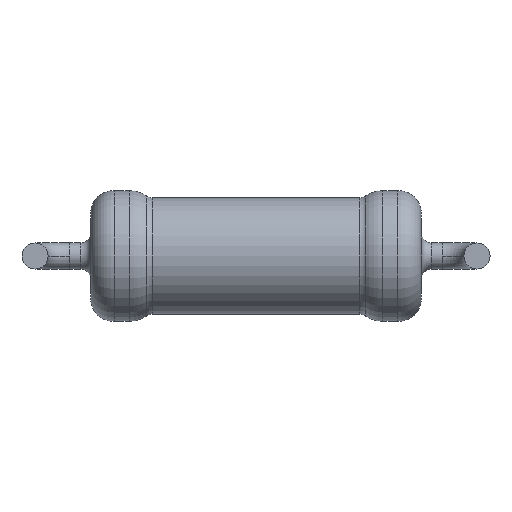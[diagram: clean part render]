
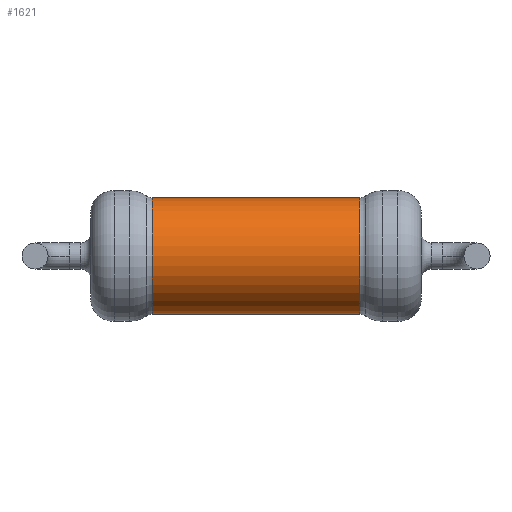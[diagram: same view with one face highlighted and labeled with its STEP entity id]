
A CAD part, front view. The second image highlights one B-rep face of the part: STEP entity #1621.
In plain terms, the highlighted cylindrical face has radius 1.675 mm (diameter 3.35 mm), a partial arc.
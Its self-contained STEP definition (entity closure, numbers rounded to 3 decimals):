
#20 = EDGE_LOOP ( 'NONE', ( #908, #1102, #1169, #632 ) ) ;
#34 = CIRCLE ( 'NONE', #894, 1.675 ) ;
#35 = EDGE_CURVE ( 'NONE', #742, #588, #1414, .T. ) ;
#72 = CARTESIAN_POINT ( 'NONE',  ( -4.75, 7.5, 1.675 ) ) ;
#212 = EDGE_CURVE ( 'NONE', #588, #1245, #567, .T. ) ;
#436 = DIRECTION ( 'NONE',  ( -1., 0., 0. ) ) ;
#463 = CARTESIAN_POINT ( 'NONE',  ( -2.98, 7.5, 0. ) ) ;
#493 = FACE_OUTER_BOUND ( 'NONE', #20, .T. ) ;
#531 = CARTESIAN_POINT ( 'NONE',  ( -2.98, 7.5, 1.675 ) ) ;
#567 = CIRCLE ( 'NONE', #1797, 1.675 ) ;
#586 = DIRECTION ( 'NONE',  ( 0., 0., 1. ) ) ;
#588 = VERTEX_POINT ( 'NONE', #662 ) ;
#623 = VECTOR ( 'NONE', #1774, 1000. ) ;
#632 = ORIENTED_EDGE ( 'NONE', *, *, #212, .F. ) ;
#662 = CARTESIAN_POINT ( 'NONE',  ( -2.98, 7.5, -1.675 ) ) ;
#697 = CARTESIAN_POINT ( 'NONE',  ( 2.98, 7.5, 1.675 ) ) ;
#720 = VERTEX_POINT ( 'NONE', #697 ) ;
#742 = VERTEX_POINT ( 'NONE', #970 ) ;
#758 = CARTESIAN_POINT ( 'NONE',  ( 2.98, 7.5, 0. ) ) ;
#863 = DIRECTION ( 'NONE',  ( 0., 0., 1. ) ) ;
#894 = AXIS2_PLACEMENT_3D ( 'NONE', #758, #1004, #1550 ) ;
#908 = ORIENTED_EDGE ( 'NONE', *, *, #35, .F. ) ;
#914 = CYLINDRICAL_SURFACE ( 'NONE', #1476, 1.675 ) ;
#970 = CARTESIAN_POINT ( 'NONE',  ( 2.98, 7.5, -1.675 ) ) ;
#998 = CARTESIAN_POINT ( 'NONE',  ( -4.75, 7.5, 0. ) ) ;
#1004 = DIRECTION ( 'NONE',  ( -1., 0., 0. ) ) ;
#1056 = EDGE_CURVE ( 'NONE', #742, #720, #34, .T. ) ;
#1102 = ORIENTED_EDGE ( 'NONE', *, *, #1056, .T. ) ;
#1123 = CARTESIAN_POINT ( 'NONE',  ( -4.75, 7.5, -1.675 ) ) ;
#1154 = DIRECTION ( 'NONE',  ( -1., 0., 0. ) ) ;
#1169 = ORIENTED_EDGE ( 'NONE', *, *, #1825, .T. ) ;
#1245 = VERTEX_POINT ( 'NONE', #531 ) ;
#1414 = LINE ( 'NONE', #1123, #1736 ) ;
#1476 = AXIS2_PLACEMENT_3D ( 'NONE', #998, #1578, #863 ) ;
#1550 = DIRECTION ( 'NONE',  ( 0., 0., 1. ) ) ;
#1578 = DIRECTION ( 'NONE',  ( -1., 0., 0. ) ) ;
#1621 = ADVANCED_FACE ( 'NONE', ( #493 ), #914, .T. ) ;
#1622 = LINE ( 'NONE', #72, #623 ) ;
#1736 = VECTOR ( 'NONE', #436, 1000. ) ;
#1774 = DIRECTION ( 'NONE',  ( -1., 0., 0. ) ) ;
#1797 = AXIS2_PLACEMENT_3D ( 'NONE', #463, #1154, #586 ) ;
#1825 = EDGE_CURVE ( 'NONE', #720, #1245, #1622, .T. ) ;
